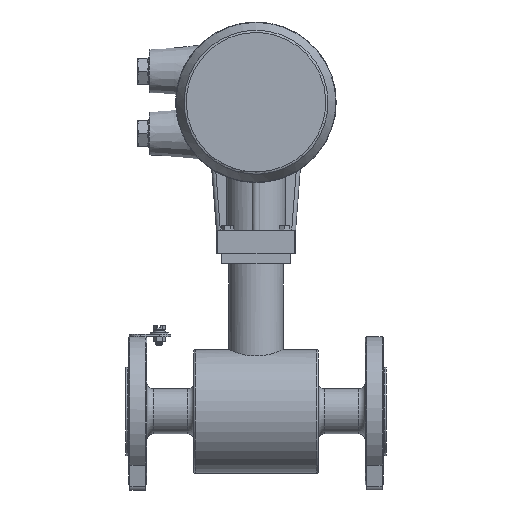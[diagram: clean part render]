
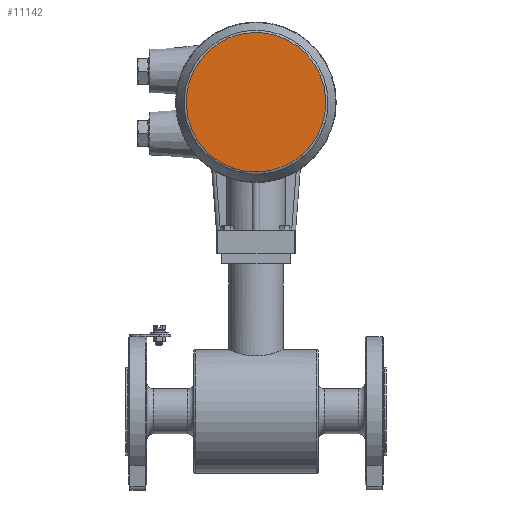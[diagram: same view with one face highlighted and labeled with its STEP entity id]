
A CAD part, left-side view. The second image highlights one B-rep face of the part: STEP entity #11142.
In plain terms, the highlighted face is planar.
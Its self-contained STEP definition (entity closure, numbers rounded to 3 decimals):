
#666=PLANE('',#12002);
#1757=FACE_OUTER_BOUND('',#2484,.T.);
#2484=EDGE_LOOP('',(#10317));
#2866=CIRCLE('',#12001,53.667);
#5563=VERTEX_POINT('',#55109);
#7151=EDGE_CURVE('',#5563,#5563,#2866,.T.);
#10317=ORIENTED_EDGE('',*,*,#7151,.F.);
#11142=ADVANCED_FACE('',(#1757),#666,.F.);
#12001=AXIS2_PLACEMENT_3D('',#55111,#14277,#14278);
#12002=AXIS2_PLACEMENT_3D('',#55112,#14279,#14280);
#14277=DIRECTION('center_axis',(-1.,0.,0.));
#14278=DIRECTION('ref_axis',(0.,-1.,0.));
#14279=DIRECTION('center_axis',(-1.,0.,0.));
#14280=DIRECTION('ref_axis',(0.,1.,0.));
#55109=CARTESIAN_POINT('',(206.,45.07,29.136));
#55111=CARTESIAN_POINT('Origin',(206.,0.,0.));
#55112=CARTESIAN_POINT('Origin',(206.,0.,0.));
